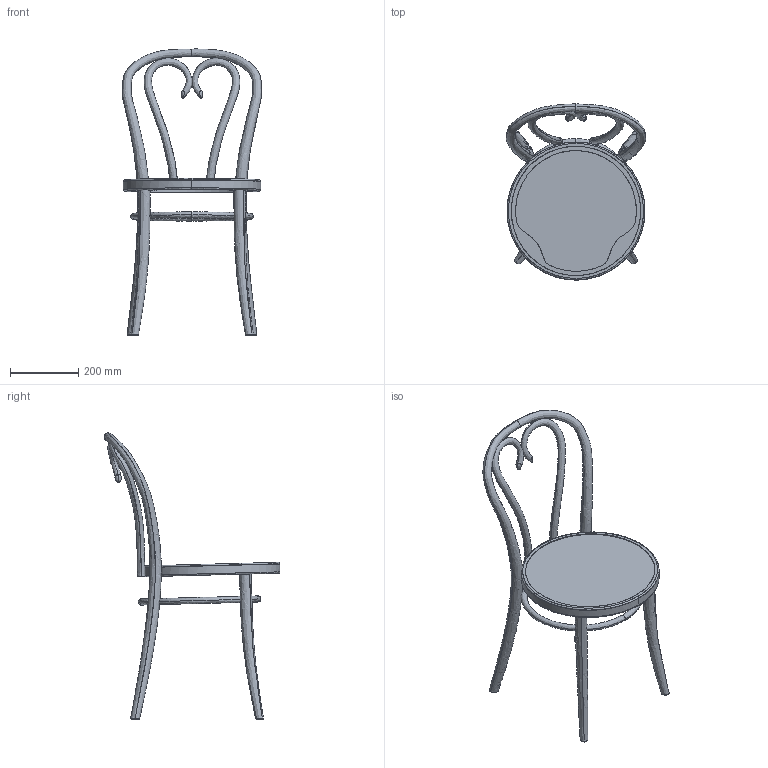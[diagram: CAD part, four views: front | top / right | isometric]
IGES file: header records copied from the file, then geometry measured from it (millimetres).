
Start section: SolidWorks IGES FILE using analytic representation for surfaces
Global section: file name: 54HModely; native system: Rhinoceros ( May 23 2000 ); preprocessor: Trout Lake IGES 012 May 23 2000; date: 071206.120610; units: millimetre
Bounding box: 410.47 x 516.89 x 840.14 mm (x, y, z)
Surface area: 737851.9 mm2 (no closed solid volume)
Topology: 0 solids, 0 shells, 63 faces, 797 edges, 794 vertices
Faces by surface type: bspline 63
